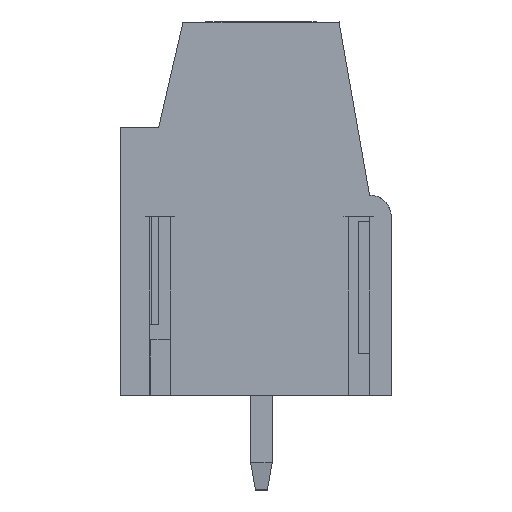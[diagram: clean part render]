
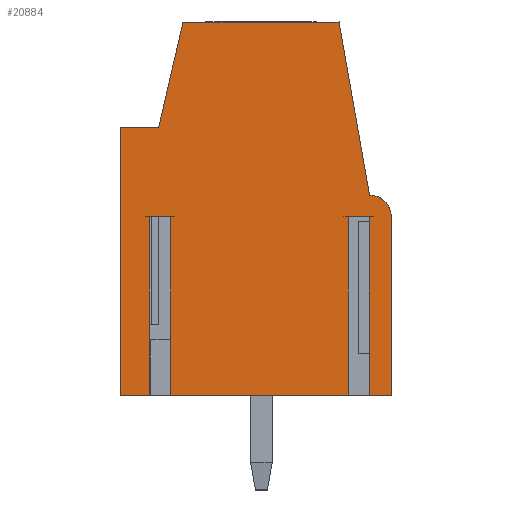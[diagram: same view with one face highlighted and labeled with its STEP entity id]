
A CAD part, left-side view. The second image highlights one B-rep face of the part: STEP entity #20884.
In plain terms, the highlighted planar face has unit normal (-1, 0, 0).
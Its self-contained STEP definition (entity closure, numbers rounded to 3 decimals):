
#20800=AXIS2_PLACEMENT_3D('Plane Axis2P3D',#20797,#20798,#20799) ;
#20830=AXIS2_PLACEMENT_3D('Circle Axis2P3D',#20828,#20829,$) ;
#19697=CARTESIAN_POINT('Vertex',(0.,10.,13.4)) ;
#19781=CARTESIAN_POINT('Vertex',(0.,10.,3.5)) ;
#19784=CARTESIAN_POINT('Line Origine',(0.,10.,8.45)) ;
#19841=CARTESIAN_POINT('Vertex',(0.,7.7,17.3)) ;
#19890=CARTESIAN_POINT('Vertex',(0.,8.6,13.4)) ;
#19893=CARTESIAN_POINT('Line Origine',(0.,8.15,15.35)) ;
#19969=CARTESIAN_POINT('Line Origine',(0.,9.3,13.4)) ;
#20163=CARTESIAN_POINT('Vertex',(0.,8.16,3.5)) ;
#20177=CARTESIAN_POINT('Vertex',(0.,8.94,3.5)) ;
#20180=CARTESIAN_POINT('Line Origine',(0.,9.47,3.5)) ;
#20252=CARTESIAN_POINT('Vertex',(0.,0.,3.5)) ;
#20255=CARTESIAN_POINT('Line Origine',(0.,0.405,3.5)) ;
#20259=CARTESIAN_POINT('Vertex',(0.,0.81,3.5)) ;
#20280=CARTESIAN_POINT('Vertex',(0.,1.59,3.5)) ;
#20283=CARTESIAN_POINT('Line Origine',(0.,4.875,3.5)) ;
#20797=CARTESIAN_POINT('Axis2P3D Location',(0.,10.,0.3)) ;
#20802=CARTESIAN_POINT('Line Origine',(0.,1.59,6.8)) ;
#20806=CARTESIAN_POINT('Vertex',(0.,1.59,10.1)) ;
#20809=CARTESIAN_POINT('Line Origine',(0.,1.2,10.1)) ;
#20813=CARTESIAN_POINT('Vertex',(0.,0.81,10.1)) ;
#20816=CARTESIAN_POINT('Line Origine',(0.,0.81,6.8)) ;
#20821=CARTESIAN_POINT('Line Origine',(0.,0.,6.8)) ;
#20825=CARTESIAN_POINT('Vertex',(0.,0.,10.1)) ;
#20828=CARTESIAN_POINT('Axis2P3D Location',(0.,0.8,10.1)) ;
#20832=CARTESIAN_POINT('Vertex',(0.,0.8,10.9)) ;
#20835=CARTESIAN_POINT('Line Origine',(0.,1.364,14.1)) ;
#20839=CARTESIAN_POINT('Vertex',(0.,1.928,17.3)) ;
#20842=CARTESIAN_POINT('Line Origine',(0.,4.814,17.3)) ;
#20847=CARTESIAN_POINT('Line Origine',(0.,8.94,6.8)) ;
#20851=CARTESIAN_POINT('Vertex',(0.,8.94,10.1)) ;
#20854=CARTESIAN_POINT('Line Origine',(0.,8.55,10.1)) ;
#20858=CARTESIAN_POINT('Vertex',(0.,8.16,10.1)) ;
#20861=CARTESIAN_POINT('Line Origine',(0.,8.16,6.8)) ;
#19785=DIRECTION('Vector Direction',(0.,0.,1.)) ;
#19894=DIRECTION('Vector Direction',(0.,-0.225,0.974)) ;
#19970=DIRECTION('Vector Direction',(0.,-1.,0.)) ;
#20181=DIRECTION('Vector Direction',(0.,-1.,0.)) ;
#20256=DIRECTION('Vector Direction',(0.,-1.,0.)) ;
#20284=DIRECTION('Vector Direction',(0.,-1.,0.)) ;
#20798=DIRECTION('Axis2P3D Direction',(1.,0.,0.)) ;
#20799=DIRECTION('Axis2P3D XDirection',(0.,0.,-1.)) ;
#20803=DIRECTION('Vector Direction',(0.,0.,1.)) ;
#20810=DIRECTION('Vector Direction',(0.,1.,0.)) ;
#20817=DIRECTION('Vector Direction',(0.,0.,1.)) ;
#20822=DIRECTION('Vector Direction',(0.,0.,-1.)) ;
#20829=DIRECTION('Axis2P3D Direction',(1.,0.,0.)) ;
#20836=DIRECTION('Vector Direction',(0.,-0.174,-0.985)) ;
#20843=DIRECTION('Vector Direction',(0.,-1.,0.)) ;
#20848=DIRECTION('Vector Direction',(0.,0.,1.)) ;
#20855=DIRECTION('Vector Direction',(0.,1.,0.)) ;
#20862=DIRECTION('Vector Direction',(0.,0.,1.)) ;
#19786=VECTOR('Line Direction',#19785,1.) ;
#19895=VECTOR('Line Direction',#19894,1.) ;
#19971=VECTOR('Line Direction',#19970,1.) ;
#20182=VECTOR('Line Direction',#20181,1.) ;
#20257=VECTOR('Line Direction',#20256,1.) ;
#20285=VECTOR('Line Direction',#20284,1.) ;
#20804=VECTOR('Line Direction',#20803,1.) ;
#20811=VECTOR('Line Direction',#20810,1.) ;
#20818=VECTOR('Line Direction',#20817,1.) ;
#20823=VECTOR('Line Direction',#20822,1.) ;
#20837=VECTOR('Line Direction',#20836,1.) ;
#20844=VECTOR('Line Direction',#20843,1.) ;
#20849=VECTOR('Line Direction',#20848,1.) ;
#20856=VECTOR('Line Direction',#20855,1.) ;
#20863=VECTOR('Line Direction',#20862,1.) ;
#20867=ORIENTED_EDGE('',*,*,#20808,.T.) ;
#20868=ORIENTED_EDGE('',*,*,#20815,.F.) ;
#20869=ORIENTED_EDGE('',*,*,#20820,.F.) ;
#20870=ORIENTED_EDGE('',*,*,#20261,.T.) ;
#20871=ORIENTED_EDGE('',*,*,#20827,.F.) ;
#20872=ORIENTED_EDGE('',*,*,#20834,.F.) ;
#20873=ORIENTED_EDGE('',*,*,#20841,.F.) ;
#20874=ORIENTED_EDGE('',*,*,#20846,.F.) ;
#20875=ORIENTED_EDGE('',*,*,#19897,.F.) ;
#20876=ORIENTED_EDGE('',*,*,#19973,.F.) ;
#20877=ORIENTED_EDGE('',*,*,#19788,.F.) ;
#20878=ORIENTED_EDGE('',*,*,#20184,.T.) ;
#20879=ORIENTED_EDGE('',*,*,#20853,.T.) ;
#20880=ORIENTED_EDGE('',*,*,#20860,.F.) ;
#20881=ORIENTED_EDGE('',*,*,#20865,.F.) ;
#20882=ORIENTED_EDGE('',*,*,#20287,.T.) ;
#20884=ADVANCED_FACE('HOUSING',(#20883),#20801,.F.) ;
#20831=CIRCLE('generated circle',#20830,0.8) ;
#19788=EDGE_CURVE('',#19782,#19698,#19787,.T.) ;
#19897=EDGE_CURVE('',#19891,#19842,#19896,.T.) ;
#19973=EDGE_CURVE('',#19698,#19891,#19972,.T.) ;
#20184=EDGE_CURVE('',#19782,#20178,#20183,.T.) ;
#20261=EDGE_CURVE('',#20260,#20253,#20258,.T.) ;
#20287=EDGE_CURVE('',#20164,#20281,#20286,.T.) ;
#20808=EDGE_CURVE('',#20281,#20807,#20805,.T.) ;
#20815=EDGE_CURVE('',#20814,#20807,#20812,.T.) ;
#20820=EDGE_CURVE('',#20260,#20814,#20819,.T.) ;
#20827=EDGE_CURVE('',#20826,#20253,#20824,.T.) ;
#20834=EDGE_CURVE('',#20833,#20826,#20831,.T.) ;
#20841=EDGE_CURVE('',#20840,#20833,#20838,.T.) ;
#20846=EDGE_CURVE('',#19842,#20840,#20845,.T.) ;
#20853=EDGE_CURVE('',#20178,#20852,#20850,.T.) ;
#20860=EDGE_CURVE('',#20859,#20852,#20857,.T.) ;
#20865=EDGE_CURVE('',#20164,#20859,#20864,.T.) ;
#20866=EDGE_LOOP('',(#20867,#20868,#20869,#20870,#20871,#20872,#20873,#20874,#20875,#20876,#20877,#20878,#20879,#20880,#20881,#20882)) ;
#20883=FACE_OUTER_BOUND('',#20866,.T.) ;
#19787=LINE('Line',#19784,#19786) ;
#19896=LINE('Line',#19893,#19895) ;
#19972=LINE('Line',#19969,#19971) ;
#20183=LINE('Line',#20180,#20182) ;
#20258=LINE('Line',#20255,#20257) ;
#20286=LINE('Line',#20283,#20285) ;
#20805=LINE('Line',#20802,#20804) ;
#20812=LINE('Line',#20809,#20811) ;
#20819=LINE('Line',#20816,#20818) ;
#20824=LINE('Line',#20821,#20823) ;
#20838=LINE('Line',#20835,#20837) ;
#20845=LINE('Line',#20842,#20844) ;
#20850=LINE('Line',#20847,#20849) ;
#20857=LINE('Line',#20854,#20856) ;
#20864=LINE('Line',#20861,#20863) ;
#20801=PLANE('',#20800) ;
#19698=VERTEX_POINT('',#19697) ;
#19782=VERTEX_POINT('',#19781) ;
#19842=VERTEX_POINT('',#19841) ;
#19891=VERTEX_POINT('',#19890) ;
#20164=VERTEX_POINT('',#20163) ;
#20178=VERTEX_POINT('',#20177) ;
#20253=VERTEX_POINT('',#20252) ;
#20260=VERTEX_POINT('',#20259) ;
#20281=VERTEX_POINT('',#20280) ;
#20807=VERTEX_POINT('',#20806) ;
#20814=VERTEX_POINT('',#20813) ;
#20826=VERTEX_POINT('',#20825) ;
#20833=VERTEX_POINT('',#20832) ;
#20840=VERTEX_POINT('',#20839) ;
#20852=VERTEX_POINT('',#20851) ;
#20859=VERTEX_POINT('',#20858) ;
